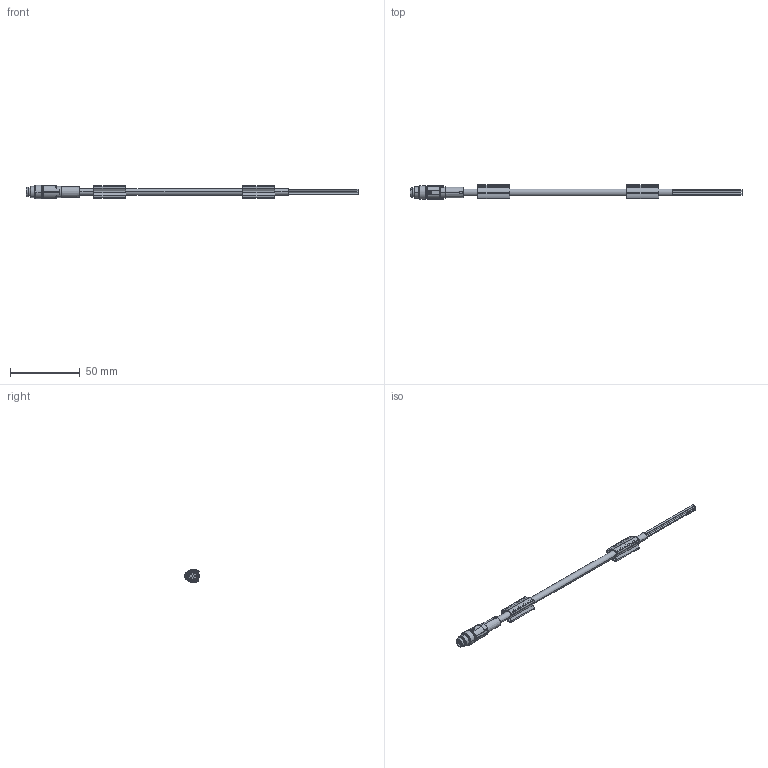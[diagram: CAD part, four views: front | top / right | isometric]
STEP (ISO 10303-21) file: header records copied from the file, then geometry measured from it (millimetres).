
FILE_DESCRIPTION(('SolidDesigner STEP Export'),'2;1');
FILE_NAME('1522121.stp','2009-03-03T13:56:38',(''),(''),'CoCreate Modeling STEP processor for AP214 (Solid Model)','CoCreate Modeling 16.00A 16-Aug-2008 (C) Parametric Technology GmbH','');
FILE_SCHEMA(('AUTOMOTIVE_DESIGN { 1 0 10303 214 1 1 1 1 }'));
Length unit declared in the file: millimetre
Products named in the file (2): 1522121
Assembly tree (1 placements, depth 2):
  1522121
    1522121
Bounding box: 238.7 x 10.71 x 9.9 mm (x, y, z)
Volume: 6364.7 mm3; surface area: 8074.2 mm2
Topology: 1 solids, 1 shells, 341 faces, 902 edges, 579 vertices
Faces by surface type: cylinder 137, plane 100, extrusion 36, cone 28, torus 22, sphere 12, bspline 6
Entity records: 14902 total; most frequent: CARTESIAN_POINT 4477, ORIENTED_EDGE 1780, DIRECTION 1354, EDGE_CURVE 890, VERTEX_POINT 579, AXIS2_PLACEMENT_3D 469, VECTOR 416, LINE 380
